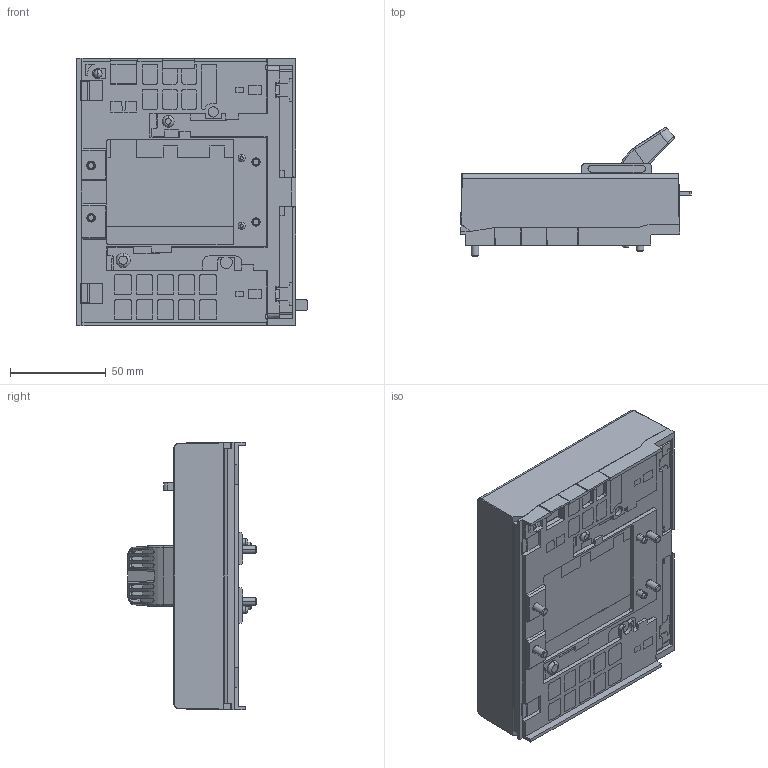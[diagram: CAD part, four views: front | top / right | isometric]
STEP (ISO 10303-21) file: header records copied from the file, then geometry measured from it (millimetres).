
FILE_DESCRIPTION((''),'2;1');
FILE_NAME('1SDH002065A1232_IGES','2019-05-21T',('ITSTCAR1'),(''),'CREO PARAMETRIC BY PTC INC, 2016050','CREO PARAMETRIC BY PTC INC, 2016050','');
FILE_SCHEMA(('AUTOMOTIVE_DESIGN { 1 0 10303 214 1 1 1 1 }'));
Length unit declared in the file: millimetre
Products named in the file (1): 1SDH002065A1232_IGES
Bounding box: 120.25 x 67.2 x 139.56 mm (x, y, z)
Volume: 514196.7 mm3; surface area: 62338.2 mm2
Topology: 1 solids, 11 shells, 1132 faces, 3023 edges, 1988 vertices
Faces by surface type: plane 812, cylinder 213, extrusion 47, bspline 28, cone 22, torus 10
Entity records: 39166 total; most frequent: CARTESIAN_POINT 10357, ORIENTED_EDGE 6046, DIRECTION 5394, EDGE_CURVE 3023, VECTOR 2332, LINE 2285, VERTEX_POINT 1988, AXIS2_PLACEMENT_3D 1531
